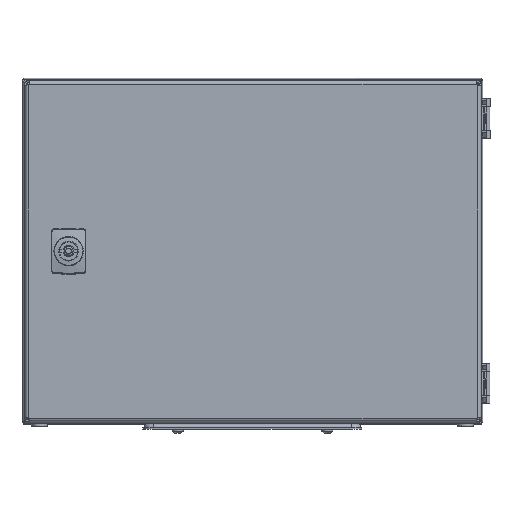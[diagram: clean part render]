
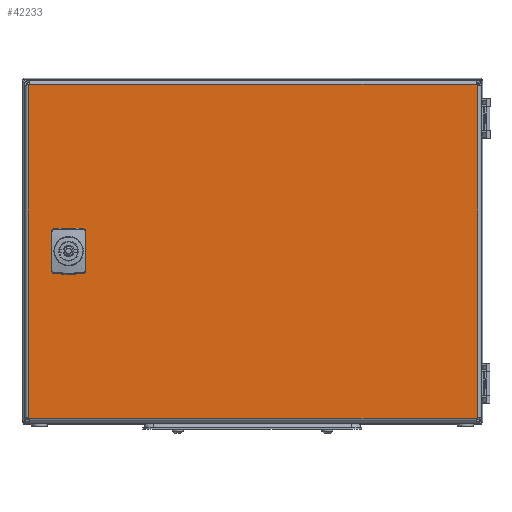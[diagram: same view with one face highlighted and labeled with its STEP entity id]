
A CAD part, top view. The second image highlights one B-rep face of the part: STEP entity #42233.
In plain terms, the highlighted face is planar.
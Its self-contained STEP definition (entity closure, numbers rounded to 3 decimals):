
#7102 = DIRECTION ( 'NONE',  ( 0., 0., -1. ) ) ;
#7108 = CARTESIAN_POINT ( 'NONE',  ( 160., 0., 0. ) ) ;
#7365 = DIRECTION ( 'NONE',  ( 1., 0., 0. ) ) ;
#7564 = CARTESIAN_POINT ( 'NONE',  ( 150., 5.154, 0. ) ) ;
#7565 = CARTESIAN_POINT ( 'NONE',  ( 150., -5.154, 0. ) ) ;
#7566 = DIRECTION ( 'NONE',  ( 0., 1., 0. ) ) ;
#7567 = VECTOR ( 'NONE', #7566, 1000. ) ;
#7568 = CARTESIAN_POINT ( 'NONE',  ( 150., 5.154, 0. ) ) ;
#7569 = LINE ( 'NONE', #7568, #7567 ) ;
#7570 = DIRECTION ( 'NONE',  ( 1., 0., 0. ) ) ;
#7571 = DIRECTION ( 'NONE',  ( 0., 0., 1. ) ) ;
#7572 = CARTESIAN_POINT ( 'NONE',  ( -210., -160., 0. ) ) ;
#7573 = AXIS2_PLACEMENT_3D ( 'NONE', #7572, #7571, #7570 ) ;
#7574 = PLANE ( 'NONE',  #7573 ) ;
#7575 = FACE_OUTER_BOUND ( 'NONE', #42287, .T. ) ;
#7576 = FACE_BOUND ( 'NONE', #42234, .T. ) ;
#7615 = AXIS2_PLACEMENT_3D ( 'NONE', #7108, #7102, #7365 ) ;
#7616 = CIRCLE ( 'NONE', #7615, 11.25 ) ;
#7620 = CARTESIAN_POINT ( 'NONE',  ( 154.846, 10., 0. ) ) ;
#7621 = DIRECTION ( 'NONE',  ( 1., 0., 0. ) ) ;
#7622 = VECTOR ( 'NONE', #7621, 1000. ) ;
#7623 = CARTESIAN_POINT ( 'NONE',  ( 154.846, 10., 0. ) ) ;
#7629 = LINE ( 'NONE', #7623, #7622 ) ;
#7631 = DIRECTION ( 'NONE',  ( -1., 0., 0. ) ) ;
#7632 = VECTOR ( 'NONE', #7631, 1000. ) ;
#7633 = CARTESIAN_POINT ( 'NONE',  ( -210., -145., 0. ) ) ;
#7634 = LINE ( 'NONE', #7633, #7632 ) ;
#7635 = CARTESIAN_POINT ( 'NONE',  ( 194.5, -145., 0. ) ) ;
#7636 = DIRECTION ( 'NONE',  ( -1., 0., 0. ) ) ;
#7637 = DIRECTION ( 'NONE',  ( 0., 0., 1. ) ) ;
#7638 = CARTESIAN_POINT ( 'NONE',  ( 196.5, -146.5, 0. ) ) ;
#7639 = AXIS2_PLACEMENT_3D ( 'NONE', #7638, #7637, #7636 ) ;
#7640 = CIRCLE ( 'NONE', #7639, 2.5 ) ;
#7641 = CARTESIAN_POINT ( 'NONE',  ( 195., -144.5, 0. ) ) ;
#7642 = DIRECTION ( 'NONE',  ( 0., -1., 0. ) ) ;
#7643 = VECTOR ( 'NONE', #7642, 1000. ) ;
#7644 = CARTESIAN_POINT ( 'NONE',  ( 195., -160., 0. ) ) ;
#7645 = LINE ( 'NONE', #7644, #7643 ) ;
#7646 = CARTESIAN_POINT ( 'NONE',  ( 195., 144.5, 0. ) ) ;
#7649 = CARTESIAN_POINT ( 'NONE',  ( 165.154, -10., 0. ) ) ;
#7650 = DIRECTION ( 'NONE',  ( -1., 0., 0. ) ) ;
#7651 = VECTOR ( 'NONE', #7650, 1000. ) ;
#7652 = CARTESIAN_POINT ( 'NONE',  ( 154.846, -10., 0. ) ) ;
#7653 = LINE ( 'NONE', #7652, #7651 ) ;
#7654 = CARTESIAN_POINT ( 'NONE',  ( 154.846, -10., 0. ) ) ;
#7655 = DIRECTION ( 'NONE',  ( 1., 0., 0. ) ) ;
#7656 = DIRECTION ( 'NONE',  ( 0., 0., -1. ) ) ;
#7657 = CARTESIAN_POINT ( 'NONE',  ( 160., 0., 0. ) ) ;
#7658 = AXIS2_PLACEMENT_3D ( 'NONE', #7657, #7656, #7655 ) ;
#7659 = CIRCLE ( 'NONE', #7658, 11.25 ) ;
#7660 = CARTESIAN_POINT ( 'NONE',  ( -194.5, 145., 0. ) ) ;
#7661 = DIRECTION ( 'NONE',  ( 1., 0., 0. ) ) ;
#7662 = DIRECTION ( 'NONE',  ( 0., 0., 1. ) ) ;
#7663 = CARTESIAN_POINT ( 'NONE',  ( -196.5, 146.5, 0. ) ) ;
#7664 = AXIS2_PLACEMENT_3D ( 'NONE', #7663, #7662, #7661 ) ;
#7665 = CIRCLE ( 'NONE', #7664, 2.5 ) ;
#7666 = CARTESIAN_POINT ( 'NONE',  ( -195., 144.5, 0. ) ) ;
#7667 = DIRECTION ( 'NONE',  ( 0., 1., 0. ) ) ;
#7668 = VECTOR ( 'NONE', #7667, 1000. ) ;
#7669 = CARTESIAN_POINT ( 'NONE',  ( -195., -160., 0. ) ) ;
#7670 = LINE ( 'NONE', #7669, #7668 ) ;
#7671 = CARTESIAN_POINT ( 'NONE',  ( -194.5, -145., 0. ) ) ;
#7672 = CARTESIAN_POINT ( 'NONE',  ( -195., -144.5, 0. ) ) ;
#7673 = DIRECTION ( 'NONE',  ( 1., 0., 0. ) ) ;
#7674 = DIRECTION ( 'NONE',  ( 0., 0., -1. ) ) ;
#7675 = CARTESIAN_POINT ( 'NONE',  ( -196.5, -146.5, 0. ) ) ;
#7676 = AXIS2_PLACEMENT_3D ( 'NONE', #7675, #7674, #7673 ) ;
#7677 = CIRCLE ( 'NONE', #7676, 2.5 ) ;
#7691 = CARTESIAN_POINT ( 'NONE',  ( 165.154, 10., 0. ) ) ;
#7692 = DIRECTION ( 'NONE',  ( 1., 0., 0. ) ) ;
#7693 = DIRECTION ( 'NONE',  ( 0., 0., -1. ) ) ;
#7694 = CARTESIAN_POINT ( 'NONE',  ( 160., 0., 0. ) ) ;
#7695 = AXIS2_PLACEMENT_3D ( 'NONE', #7694, #7693, #7692 ) ;
#7696 = CIRCLE ( 'NONE', #7695, 11.25 ) ;
#7697 = CARTESIAN_POINT ( 'NONE',  ( 170., 5.154, 0. ) ) ;
#7698 = DIRECTION ( 'NONE',  ( 0., -1., 0. ) ) ;
#7699 = VECTOR ( 'NONE', #7698, 1000. ) ;
#7700 = CARTESIAN_POINT ( 'NONE',  ( 170., 5.154, 0. ) ) ;
#7701 = LINE ( 'NONE', #7700, #7699 ) ;
#7702 = CARTESIAN_POINT ( 'NONE',  ( 170., -5.154, 0. ) ) ;
#7703 = DIRECTION ( 'NONE',  ( 1., 0., 0. ) ) ;
#7704 = DIRECTION ( 'NONE',  ( 0., 0., -1. ) ) ;
#7705 = CARTESIAN_POINT ( 'NONE',  ( 160., 0., 0. ) ) ;
#7706 = AXIS2_PLACEMENT_3D ( 'NONE', #7705, #7704, #7703 ) ;
#7707 = CIRCLE ( 'NONE', #7706, 11.25 ) ;
#7763 = DIRECTION ( 'NONE',  ( -1., 0., 0. ) ) ;
#7764 = DIRECTION ( 'NONE',  ( 0., 0., -1. ) ) ;
#7765 = CARTESIAN_POINT ( 'NONE',  ( 196.5, 146.5, 0. ) ) ;
#7766 = AXIS2_PLACEMENT_3D ( 'NONE', #7765, #7764, #7763 ) ;
#7767 = CIRCLE ( 'NONE', #7766, 2.5 ) ;
#7768 = CARTESIAN_POINT ( 'NONE',  ( 194.5, 145., 0. ) ) ;
#7769 = DIRECTION ( 'NONE',  ( 1., 0., 0. ) ) ;
#7770 = VECTOR ( 'NONE', #7769, 1000. ) ;
#7771 = CARTESIAN_POINT ( 'NONE',  ( -210., 145., 0. ) ) ;
#7772 = LINE ( 'NONE', #7771, #7770 ) ;
#42233 = ADVANCED_FACE ( 'NONE', ( #7576, #7575 ), #7574, .F. ) ;
#42234 = EDGE_LOOP ( 'NONE', ( #42235, #42239, #42301, #42304, #42307, #42310, #42313, #42285 ) ) ;
#42235 = ORIENTED_EDGE ( 'NONE', *, *, #42236, .F. ) ;
#42236 = EDGE_CURVE ( 'NONE', #42237, #42238, #7569, .T. ) ;
#42237 = VERTEX_POINT ( 'NONE', #7565 ) ;
#42238 = VERTEX_POINT ( 'NONE', #7564 ) ;
#42239 = ORIENTED_EDGE ( 'NONE', *, *, #42299, .F. ) ;
#42273 = VERTEX_POINT ( 'NONE', #7646 ) ;
#42274 = ORIENTED_EDGE ( 'NONE', *, *, #42275, .T. ) ;
#42275 = EDGE_CURVE ( 'NONE', #42273, #42276, #7645, .T. ) ;
#42276 = VERTEX_POINT ( 'NONE', #7641 ) ;
#42277 = ORIENTED_EDGE ( 'NONE', *, *, #42278, .T. ) ;
#42278 = EDGE_CURVE ( 'NONE', #42276, #42279, #7640, .T. ) ;
#42279 = VERTEX_POINT ( 'NONE', #7635 ) ;
#42280 = ORIENTED_EDGE ( 'NONE', *, *, #42281, .T. ) ;
#42281 = EDGE_CURVE ( 'NONE', #42279, #42291, #7634, .T. ) ;
#42283 = EDGE_CURVE ( 'NONE', #42284, #42312, #7629, .T. ) ;
#42284 = VERTEX_POINT ( 'NONE', #7620 ) ;
#42285 = ORIENTED_EDGE ( 'NONE', *, *, #42286, .F. ) ;
#42286 = EDGE_CURVE ( 'NONE', #42238, #42284, #7616, .T. ) ;
#42287 = EDGE_LOOP ( 'NONE', ( #42288, #42292, #42295, #42298, #42359, #42274, #42277, #42280 ) ) ;
#42288 = ORIENTED_EDGE ( 'NONE', *, *, #42289, .F. ) ;
#42289 = EDGE_CURVE ( 'NONE', #42290, #42291, #7677, .T. ) ;
#42290 = VERTEX_POINT ( 'NONE', #7672 ) ;
#42291 = VERTEX_POINT ( 'NONE', #7671 ) ;
#42292 = ORIENTED_EDGE ( 'NONE', *, *, #42293, .T. ) ;
#42293 = EDGE_CURVE ( 'NONE', #42290, #42294, #7670, .T. ) ;
#42294 = VERTEX_POINT ( 'NONE', #7666 ) ;
#42295 = ORIENTED_EDGE ( 'NONE', *, *, #42296, .T. ) ;
#42296 = EDGE_CURVE ( 'NONE', #42294, #42297, #7665, .T. ) ;
#42297 = VERTEX_POINT ( 'NONE', #7660 ) ;
#42298 = ORIENTED_EDGE ( 'NONE', *, *, #42357, .T. ) ;
#42299 = EDGE_CURVE ( 'NONE', #42300, #42237, #7659, .T. ) ;
#42300 = VERTEX_POINT ( 'NONE', #7654 ) ;
#42301 = ORIENTED_EDGE ( 'NONE', *, *, #42302, .F. ) ;
#42302 = EDGE_CURVE ( 'NONE', #42303, #42300, #7653, .T. ) ;
#42303 = VERTEX_POINT ( 'NONE', #7649 ) ;
#42304 = ORIENTED_EDGE ( 'NONE', *, *, #42305, .F. ) ;
#42305 = EDGE_CURVE ( 'NONE', #42306, #42303, #7707, .T. ) ;
#42306 = VERTEX_POINT ( 'NONE', #7702 ) ;
#42307 = ORIENTED_EDGE ( 'NONE', *, *, #42308, .F. ) ;
#42308 = EDGE_CURVE ( 'NONE', #42309, #42306, #7701, .T. ) ;
#42309 = VERTEX_POINT ( 'NONE', #7697 ) ;
#42310 = ORIENTED_EDGE ( 'NONE', *, *, #42311, .F. ) ;
#42311 = EDGE_CURVE ( 'NONE', #42312, #42309, #7696, .T. ) ;
#42312 = VERTEX_POINT ( 'NONE', #7691 ) ;
#42313 = ORIENTED_EDGE ( 'NONE', *, *, #42283, .F. ) ;
#42357 = EDGE_CURVE ( 'NONE', #42297, #42358, #7772, .T. ) ;
#42358 = VERTEX_POINT ( 'NONE', #7768 ) ;
#42359 = ORIENTED_EDGE ( 'NONE', *, *, #42360, .F. ) ;
#42360 = EDGE_CURVE ( 'NONE', #42273, #42358, #7767, .T. ) ;
